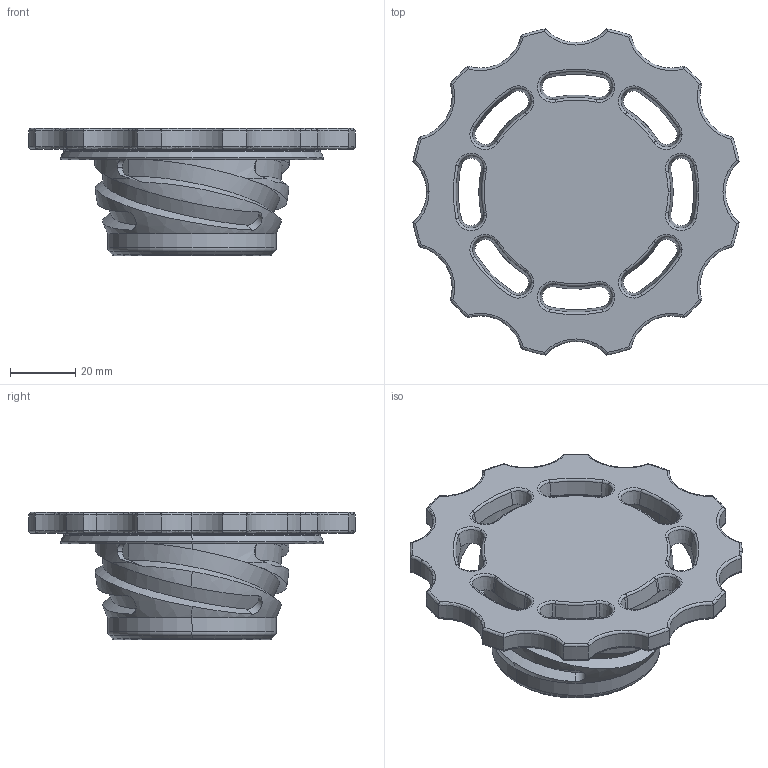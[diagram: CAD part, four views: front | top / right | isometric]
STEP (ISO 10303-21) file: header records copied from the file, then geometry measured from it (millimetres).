
FILE_DESCRIPTION (( 'STEP AP203' ), '1' );
FILE_NAME ('CAM.STEP', '2022-01-24T23:08:26', ( '' ), ( '' ), 'SwSTEP 2.0', 'SolidWorks 2018', '' );
FILE_SCHEMA (( 'CONFIG_CONTROL_DESIGN' ));
Length unit declared in the file: millimetre
Products named in the file (1): CAM
Bounding box: 99.83 x 99.83 x 38.89 mm (x, y, z)
Volume: 51758.8 mm3; surface area: 30661.1 mm2
Topology: 1 solids, 1 shells, 265 faces, 657 edges, 388 vertices
Faces by surface type: torus 118, cylinder 53, cone 50, plane 30, bspline 12, sphere 2
Entity records: 9773 total; most frequent: CARTESIAN_POINT 3446, DIRECTION 1402, ORIENTED_EDGE 1314, EDGE_CURVE 657, AXIS2_PLACEMENT_3D 650, CIRCLE 396, VERTEX_POINT 388, EDGE_LOOP 275
